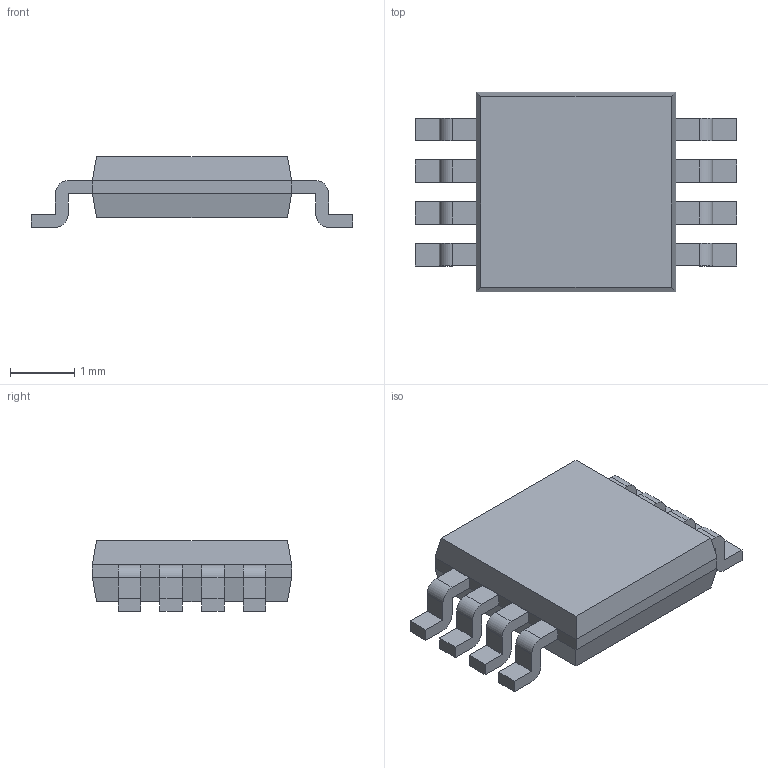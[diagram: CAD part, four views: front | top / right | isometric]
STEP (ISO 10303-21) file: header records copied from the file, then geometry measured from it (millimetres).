
FILE_DESCRIPTION(/* description */ (''),/* implementation_level */ '2;1');
FILE_NAME(/* name */ 'DGK0008A.step',/* time_stamp */ '2026-01-09T13:25:26+01:00',/* author */ (''),/* organization */ (''),/* preprocessor_version */ 'ST-DEVELOPER v20.1',/* originating_system */ 'Autodesk Translation Framework v14.17.0.0',/* authorisation */ '');
FILE_SCHEMA (('AUTOMOTIVE_DESIGN { 1 0 10303 214 3 1 1 }'));
Length unit declared in the file: millimetre
Products named in the file (1): (Unsaved)
Bounding box: 5 x 3.1 x 1.1 mm (x, y, z)
Volume: 9.6 mm3; surface area: 42.7 mm2
Topology: 9 solids, 9 shells, 110 faces, 268 edges, 176 vertices
Faces by surface type: plane 94, cylinder 16
Entity records: 3219 total; most frequent: CARTESIAN_POINT 555, ORIENTED_EDGE 536, DIRECTION 522, EDGE_CURVE 268, LINE 236, VECTOR 236, VERTEX_POINT 176, AXIS2_PLACEMENT_3D 143
